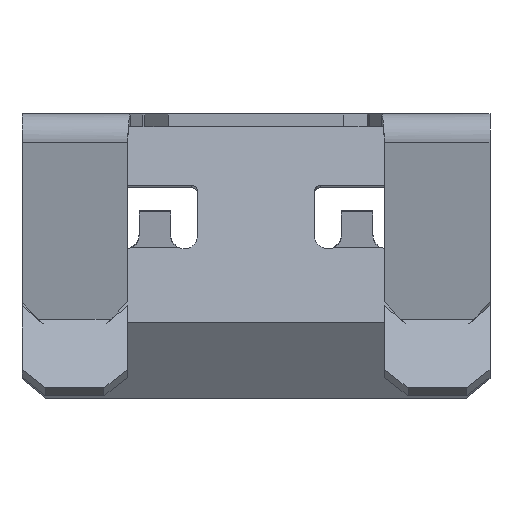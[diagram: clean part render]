
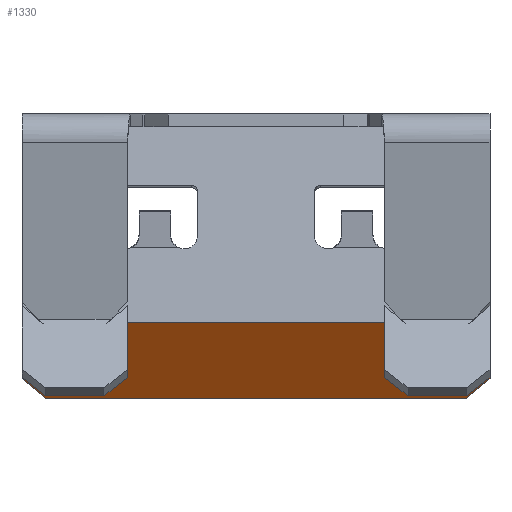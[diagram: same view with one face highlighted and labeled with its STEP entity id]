
A CAD part, front view. The second image highlights one B-rep face of the part: STEP entity #1330.
In plain terms, the highlighted planar face has unit normal (0, -0.819, -0.574).
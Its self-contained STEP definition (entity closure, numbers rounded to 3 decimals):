
#31 = CARTESIAN_POINT ( 'NONE',  ( -20., 25.164, -16.58 ) ) ;
#36 = VERTEX_POINT ( 'NONE', #2965 ) ;
#113 = EDGE_CURVE ( 'NONE', #3749, #36, #1696, .T. ) ;
#125 = ORIENTED_EDGE ( 'NONE', *, *, #866, .T. ) ;
#147 = CARTESIAN_POINT ( 'NONE',  ( 20., 29.409, -22.641 ) ) ;
#148 = ORIENTED_EDGE ( 'NONE', *, *, #113, .T. ) ;
#157 = CARTESIAN_POINT ( 'NONE',  ( 20., 16.79, -4.62 ) ) ;
#163 = CARTESIAN_POINT ( 'NONE',  ( 20.038, 25.183, -16.606 ) ) ;
#278 = CARTESIAN_POINT ( 'NONE',  ( 20., 25.209, -16.644 ) ) ;
#291 = ORIENTED_EDGE ( 'NONE', *, *, #998, .T. ) ;
#400 = DIRECTION ( 'NONE',  ( 0., 0.819, 0.574 ) ) ;
#402 = LINE ( 'NONE', #2805, #574 ) ;
#405 = CARTESIAN_POINT ( 'NONE',  ( 20., 26.048, -17.842 ) ) ;
#500 = EDGE_CURVE ( 'NONE', #1947, #1968, #4263, .T. ) ;
#551 = EDGE_CURVE ( 'NONE', #36, #2160, #2528, .T. ) ;
#574 = VECTOR ( 'NONE', #2178, 1000. ) ;
#623 = CARTESIAN_POINT ( 'NONE',  ( -20., 29.409, -22.641 ) ) ;
#652 = ORIENTED_EDGE ( 'NONE', *, *, #1495, .T. ) ;
#801 = CARTESIAN_POINT ( 'NONE',  ( 18.06, 26.499, -18.486 ) ) ;
#803 = EDGE_CURVE ( 'NONE', #3019, #3749, #2786, .T. ) ;
#863 = EDGE_CURVE ( 'NONE', #3942, #4260, #1048, .T. ) ;
#866 = EDGE_CURVE ( 'NONE', #1968, #3806, #1748, .T. ) ;
#908 = LINE ( 'NONE', #3618, #2906 ) ;
#953 = ORIENTED_EDGE ( 'NONE', *, *, #2297, .T. ) ;
#998 = EDGE_CURVE ( 'NONE', #3140, #1364, #3264, .T. ) ;
#1048 = LINE ( 'NONE', #405, #1666 ) ;
#1069 = DIRECTION ( 'NONE',  ( -0.768, 0.367, -0.524 ) ) ;
#1295 = CARTESIAN_POINT ( 'NONE',  ( 18., 30.556, -24.28 ) ) ;
#1330 = ADVANCED_FACE ( 'NONE', ( #1523 ), #3258, .F. ) ;
#1364 = VERTEX_POINT ( 'NONE', #1479 ) ;
#1374 = CARTESIAN_POINT ( 'NONE',  ( -18.358, 26.048, -17.842 ) ) ;
#1471 = VERTEX_POINT ( 'NONE', #4389 ) ;
#1479 = CARTESIAN_POINT ( 'NONE',  ( 18.038, 26.559, -18.572 ) ) ;
#1495 = EDGE_CURVE ( 'NONE', #3389, #3140, #908, .T. ) ;
#1518 = ORIENTED_EDGE ( 'NONE', *, *, #3756, .F. ) ;
#1519 = CARTESIAN_POINT ( 'NONE',  ( -20., 25.209, -16.644 ) ) ;
#1523 = FACE_OUTER_BOUND ( 'NONE', #4384, .T. ) ;
#1541 = LINE ( 'NONE', #2915, #1660 ) ;
#1543 = VECTOR ( 'NONE', #4192, 1000. ) ;
#1556 = DIRECTION ( 'NONE',  ( -0.64, 0.441, -0.629 ) ) ;
#1622 = VECTOR ( 'NONE', #3567, 1000. ) ;
#1660 = VECTOR ( 'NONE', #4281, 1000. ) ;
#1666 = VECTOR ( 'NONE', #3802, 1000. ) ;
#1696 = LINE ( 'NONE', #623, #3781 ) ;
#1748 = LINE ( 'NONE', #3119, #3834 ) ;
#1752 = CARTESIAN_POINT ( 'NONE',  ( -18.06, 26.499, -18.486 ) ) ;
#1793 = CARTESIAN_POINT ( 'NONE',  ( -20., 30.556, -24.28 ) ) ;
#1855 = CARTESIAN_POINT ( 'NONE',  ( 20., 30.556, -24.28 ) ) ;
#1916 = CARTESIAN_POINT ( 'NONE',  ( 18.164, 26.35, -18.273 ) ) ;
#1947 = VERTEX_POINT ( 'NONE', #1752 ) ;
#1968 = VERTEX_POINT ( 'NONE', #3601 ) ;
#2054 = ORIENTED_EDGE ( 'NONE', *, *, #2553, .T. ) ;
#2071 = VERTEX_POINT ( 'NONE', #2521 ) ;
#2073 = CARTESIAN_POINT ( 'NONE',  ( -18.268, 26.2, -18.059 ) ) ;
#2093 = VECTOR ( 'NONE', #4128, 1000. ) ;
#2116 = DIRECTION ( 'NONE',  ( -0.64, -0.441, 0.629 ) ) ;
#2160 = VERTEX_POINT ( 'NONE', #1295 ) ;
#2177 = AXIS2_PLACEMENT_3D ( 'NONE', #157, #400, #2899 ) ;
#2178 = DIRECTION ( 'NONE',  ( 0.64, -0.441, 0.629 ) ) ;
#2297 = EDGE_CURVE ( 'NONE', #4260, #1947, #3765, .T. ) ;
#2381 = VECTOR ( 'NONE', #1556, 1000. ) ;
#2487 = CARTESIAN_POINT ( 'NONE',  ( 18., 26.541, -18.546 ) ) ;
#2521 = CARTESIAN_POINT ( 'NONE',  ( 18., 26.541, -18.546 ) ) ;
#2522 = CARTESIAN_POINT ( 'NONE',  ( -20., 29.409, -22.641 ) ) ;
#2528 = LINE ( 'NONE', #1855, #1543 ) ;
#2529 = VECTOR ( 'NONE', #2116, 1000. ) ;
#2553 = EDGE_CURVE ( 'NONE', #2071, #1471, #402, .T. ) ;
#2610 = VECTOR ( 'NONE', #3417, 1000. ) ;
#2633 = CARTESIAN_POINT ( 'NONE',  ( 18.358, 26.048, -17.842 ) ) ;
#2786 = LINE ( 'NONE', #1793, #2610 ) ;
#2805 = CARTESIAN_POINT ( 'NONE',  ( 20., 25.164, -16.58 ) ) ;
#2899 = DIRECTION ( 'NONE',  ( 1., 0., 0. ) ) ;
#2906 = VECTOR ( 'NONE', #4335, 1000. ) ;
#2913 = EDGE_CURVE ( 'NONE', #1364, #2071, #3893, .T. ) ;
#2915 = CARTESIAN_POINT ( 'NONE',  ( 18., 30.556, -24.28 ) ) ;
#2965 = CARTESIAN_POINT ( 'NONE',  ( -18., 30.556, -24.28 ) ) ;
#3019 = VERTEX_POINT ( 'NONE', #1519 ) ;
#3097 = CARTESIAN_POINT ( 'NONE',  ( -20.038, 25.183, -16.606 ) ) ;
#3119 = CARTESIAN_POINT ( 'NONE',  ( -18., 26.541, -18.546 ) ) ;
#3140 = VERTEX_POINT ( 'NONE', #278 ) ;
#3197 = CARTESIAN_POINT ( 'NONE',  ( 18.358, 26.048, -17.842 ) ) ;
#3221 = CARTESIAN_POINT ( 'NONE',  ( 18.268, 26.2, -18.059 ) ) ;
#3258 = PLANE ( 'NONE',  #2177 ) ;
#3264 = LINE ( 'NONE', #163, #2381 ) ;
#3297 = ORIENTED_EDGE ( 'NONE', *, *, #500, .T. ) ;
#3389 = VERTEX_POINT ( 'NONE', #147 ) ;
#3408 = ORIENTED_EDGE ( 'NONE', *, *, #551, .T. ) ;
#3411 = EDGE_CURVE ( 'NONE', #2160, #3389, #1541, .T. ) ;
#3417 = DIRECTION ( 'NONE',  ( 0., 0.574, -0.819 ) ) ;
#3469 = B_SPLINE_CURVE_WITH_KNOTS ( 'NONE', 3,
 ( #3197, #3221, #1916, #801 ),
 .UNSPECIFIED., .F., .F.,
 ( 4, 4 ),
 ( 0.001, 0.002 ),
 .UNSPECIFIED. ) ;
#3510 = LINE ( 'NONE', #3097, #2529 ) ;
#3529 = ORIENTED_EDGE ( 'NONE', *, *, #803, .T. ) ;
#3545 = EDGE_CURVE ( 'NONE', #3806, #3019, #3510, .T. ) ;
#3567 = DIRECTION ( 'NONE',  ( 0.64, 0.441, -0.629 ) ) ;
#3601 = CARTESIAN_POINT ( 'NONE',  ( -18., 26.541, -18.546 ) ) ;
#3618 = CARTESIAN_POINT ( 'NONE',  ( 20., 16.79, -4.62 ) ) ;
#3694 = ORIENTED_EDGE ( 'NONE', *, *, #863, .T. ) ;
#3744 = DIRECTION ( 'NONE',  ( 0.707, 0.406, -0.579 ) ) ;
#3749 = VERTEX_POINT ( 'NONE', #2522 ) ;
#3756 = EDGE_CURVE ( 'NONE', #3942, #1471, #3469, .T. ) ;
#3765 = B_SPLINE_CURVE_WITH_KNOTS ( 'NONE', 3,
 ( #4162, #2073, #4143, #3839 ),
 .UNSPECIFIED., .F., .F.,
 ( 4, 4 ),
 ( 0.001, 0.002 ),
 .UNSPECIFIED. ) ;
#3781 = VECTOR ( 'NONE', #3744, 1000. ) ;
#3802 = DIRECTION ( 'NONE',  ( -1., 0., 0. ) ) ;
#3806 = VERTEX_POINT ( 'NONE', #3883 ) ;
#3834 = VECTOR ( 'NONE', #1069, 1000. ) ;
#3839 = CARTESIAN_POINT ( 'NONE',  ( -18.06, 26.499, -18.486 ) ) ;
#3883 = CARTESIAN_POINT ( 'NONE',  ( -18.038, 26.559, -18.572 ) ) ;
#3893 = LINE ( 'NONE', #2487, #2093 ) ;
#3942 = VERTEX_POINT ( 'NONE', #2633 ) ;
#3948 = ORIENTED_EDGE ( 'NONE', *, *, #3545, .T. ) ;
#4128 = DIRECTION ( 'NONE',  ( -0.768, -0.367, 0.524 ) ) ;
#4143 = CARTESIAN_POINT ( 'NONE',  ( -18.164, 26.35, -18.273 ) ) ;
#4162 = CARTESIAN_POINT ( 'NONE',  ( -18.358, 26.048, -17.842 ) ) ;
#4192 = DIRECTION ( 'NONE',  ( 1., 0., 0. ) ) ;
#4260 = VERTEX_POINT ( 'NONE', #1374 ) ;
#4263 = LINE ( 'NONE', #31, #1622 ) ;
#4274 = ORIENTED_EDGE ( 'NONE', *, *, #2913, .T. ) ;
#4281 = DIRECTION ( 'NONE',  ( 0.707, -0.406, 0.579 ) ) ;
#4335 = DIRECTION ( 'NONE',  ( 0., -0.574, 0.819 ) ) ;
#4384 = EDGE_LOOP ( 'NONE', ( #3694, #953, #3297, #125, #3948, #3529, #148, #3408, #4407, #652, #291, #4274, #2054, #1518 ) ) ;
#4389 = CARTESIAN_POINT ( 'NONE',  ( 18.06, 26.499, -18.486 ) ) ;
#4407 = ORIENTED_EDGE ( 'NONE', *, *, #3411, .T. ) ;
